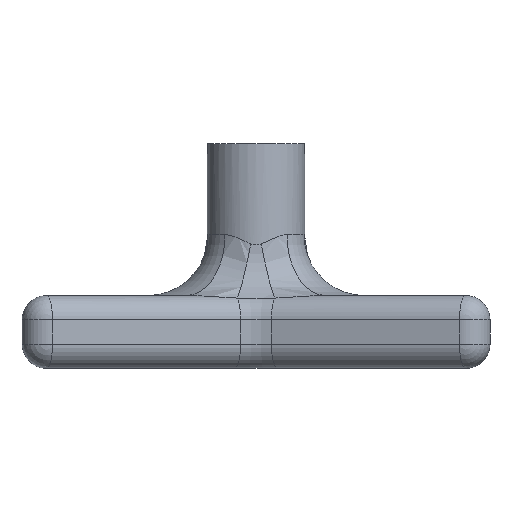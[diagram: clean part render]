
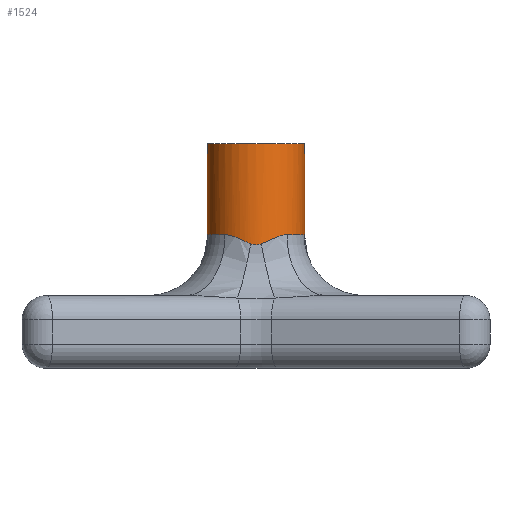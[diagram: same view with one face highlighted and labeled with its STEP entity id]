
A CAD part, front view. The second image highlights one B-rep face of the part: STEP entity #1524.
In plain terms, the highlighted cylindrical face has radius 0.8 mm (diameter 1.6 mm), a partial arc.
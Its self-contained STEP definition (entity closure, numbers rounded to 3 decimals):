
#23 = ORIENTED_EDGE ( 'NONE', *, *, #374, .T. ) ;
#43 = CARTESIAN_POINT ( 'NONE',  ( -0.789, -0.133, 2.2 ) ) ;
#47 = B_SPLINE_CURVE_WITH_KNOTS ( 'NONE', 3,
 ( #1423, #477, #1430, #1678, #1280, #73 ),
 .UNSPECIFIED., .F., .F.,
 ( 4, 2, 4 ),
 ( 0., 0., 0. ),
 .UNSPECIFIED. ) ;
#49 = AXIS2_PLACEMENT_3D ( 'NONE', #1707, #642, #1443 ) ;
#69 = CARTESIAN_POINT ( 'NONE',  ( -0.8, 0., 2.181 ) ) ;
#73 = CARTESIAN_POINT ( 'NONE',  ( -0.087, -0.795, 2.05 ) ) ;
#82 = CARTESIAN_POINT ( 'NONE',  ( 0.51, -0.617, 2.2 ) ) ;
#84 = EDGE_CURVE ( 'NONE', #1637, #1133, #1623, .T. ) ;
#93 = VERTEX_POINT ( 'NONE', #1675 ) ;
#109 = AXIS2_PLACEMENT_3D ( 'NONE', #1651, #589, #1386 ) ;
#120 = CARTESIAN_POINT ( 'NONE',  ( 0.8, 0., 2.181 ) ) ;
#133 = VECTOR ( 'NONE', #968, 1000. ) ;
#150 = DIRECTION ( 'NONE',  ( 1., 0., 0. ) ) ;
#156 = CARTESIAN_POINT ( 'NONE',  ( -0.789, -0.133, 2.2 ) ) ;
#157 = ORIENTED_EDGE ( 'NONE', *, *, #1061, .T. ) ;
#168 = VERTEX_POINT ( 'NONE', #205 ) ;
#170 = CARTESIAN_POINT ( 'NONE',  ( 0., 0., -0.002 ) ) ;
#172 = ORIENTED_EDGE ( 'NONE', *, *, #886, .T. ) ;
#199 = ORIENTED_EDGE ( 'NONE', *, *, #84, .T. ) ;
#205 = CARTESIAN_POINT ( 'NONE',  ( -0.087, -0.795, 2.05 ) ) ;
#221 = CIRCLE ( 'NONE', #109, 0.8 ) ;
#222 = CARTESIAN_POINT ( 'NONE',  ( 0.059, -0.798, 2.039 ) ) ;
#283 = CARTESIAN_POINT ( 'NONE',  ( 0., 0., 3.7 ) ) ;
#296 = DIRECTION ( 'NONE',  ( 0., 0., 1. ) ) ;
#337 = FACE_OUTER_BOUND ( 'NONE', #1619, .T. ) ;
#355 = B_SPLINE_CURVE_WITH_KNOTS ( 'NONE', 3,
 ( #1576, #1596, #1313, #1319, #1166, #82 ),
 .UNSPECIFIED., .F., .F.,
 ( 4, 2, 4 ),
 ( 0., 0., 0. ),
 .UNSPECIFIED. ) ;
#374 = EDGE_CURVE ( 'NONE', #1654, #168, #47, .T. ) ;
#398 = ORIENTED_EDGE ( 'NONE', *, *, #1697, .T. ) ;
#405 = CARTESIAN_POINT ( 'NONE',  ( 0.8, 0., 2.181 ) ) ;
#445 = CARTESIAN_POINT ( 'NONE',  ( 0.789, -0.133, 2.2 ) ) ;
#447 = CARTESIAN_POINT ( 'NONE',  ( -0.8, -0.043, 2.193 ) ) ;
#477 = CARTESIAN_POINT ( 'NONE',  ( -0.446, -0.67, 2.2 ) ) ;
#558 = LINE ( 'NONE', #1375, #133 ) ;
#573 = B_SPLINE_CURVE_WITH_KNOTS ( 'NONE', 3,
 ( #1625, #1325, #658, #405 ),
 .UNSPECIFIED., .F., .F.,
 ( 4, 4 ),
 ( 0., 0. ),
 .UNSPECIFIED. ) ;
#589 = DIRECTION ( 'NONE',  ( 0., 0., 1. ) ) ;
#602 = CARTESIAN_POINT ( 'NONE',  ( -0.8, 0., -0.002 ) ) ;
#603 = CYLINDRICAL_SURFACE ( 'NONE', #1195, 0.8 ) ;
#626 = AXIS2_PLACEMENT_3D ( 'NONE', #283, #835, #150 ) ;
#641 = CARTESIAN_POINT ( 'NONE',  ( -0.03, -0.8, 2.031 ) ) ;
#642 = DIRECTION ( 'NONE',  ( 0., 0., 1. ) ) ;
#648 = CARTESIAN_POINT ( 'NONE',  ( 0.03, -0.8, 2.031 ) ) ;
#658 = CARTESIAN_POINT ( 'NONE',  ( 0.8, -0.044, 2.193 ) ) ;
#682 = ORIENTED_EDGE ( 'NONE', *, *, #1571, .T. ) ;
#754 = CARTESIAN_POINT ( 'NONE',  ( -0.087, -0.795, 2.05 ) ) ;
#823 = ORIENTED_EDGE ( 'NONE', *, *, #1425, .F. ) ;
#835 = DIRECTION ( 'NONE',  ( 0., 0., 1. ) ) ;
#884 = CIRCLE ( 'NONE', #49, 0.8 ) ;
#886 = EDGE_CURVE ( 'NONE', #168, #93, #927, .T. ) ;
#914 = VERTEX_POINT ( 'NONE', #1052 ) ;
#927 = B_SPLINE_CURVE_WITH_KNOTS ( 'NONE', 3,
 ( #754, #1045, #641, #648, #222, #1312 ),
 .UNSPECIFIED., .F., .F.,
 ( 4, 2, 4 ),
 ( 0., 0., 0. ),
 .UNSPECIFIED. ) ;
#968 = DIRECTION ( 'NONE',  ( 0., 0., 1. ) ) ;
#1045 = CARTESIAN_POINT ( 'NONE',  ( -0.059, -0.798, 2.039 ) ) ;
#1052 = CARTESIAN_POINT ( 'NONE',  ( -0.8, 0., 3.7 ) ) ;
#1054 = CIRCLE ( 'NONE', #626, 0.8 ) ;
#1061 = EDGE_CURVE ( 'NONE', #1287, #1079, #573, .T. ) ;
#1079 = VERTEX_POINT ( 'NONE', #120 ) ;
#1122 = CARTESIAN_POINT ( 'NONE',  ( 0.51, -0.617, 2.2 ) ) ;
#1133 = VERTEX_POINT ( 'NONE', #156 ) ;
#1151 = DIRECTION ( 'NONE',  ( 1., 0., 0. ) ) ;
#1166 = CARTESIAN_POINT ( 'NONE',  ( 0.446, -0.669, 2.2 ) ) ;
#1191 = VECTOR ( 'NONE', #296, 1000. ) ;
#1195 = AXIS2_PLACEMENT_3D ( 'NONE', #170, #1277, #1151 ) ;
#1208 = VERTEX_POINT ( 'NONE', #1122 ) ;
#1212 = EDGE_CURVE ( 'NONE', #1637, #914, #1379, .T. ) ;
#1240 = CARTESIAN_POINT ( 'NONE',  ( 0.8, 0., 3.7 ) ) ;
#1261 = VERTEX_POINT ( 'NONE', #1240 ) ;
#1277 = DIRECTION ( 'NONE',  ( 0., 0., 1. ) ) ;
#1280 = CARTESIAN_POINT ( 'NONE',  ( -0.163, -0.787, 2.081 ) ) ;
#1287 = VERTEX_POINT ( 'NONE', #445 ) ;
#1312 = CARTESIAN_POINT ( 'NONE',  ( 0.087, -0.795, 2.05 ) ) ;
#1313 = CARTESIAN_POINT ( 'NONE',  ( 0.234, -0.769, 2.117 ) ) ;
#1319 = CARTESIAN_POINT ( 'NONE',  ( 0.376, -0.71, 2.176 ) ) ;
#1325 = CARTESIAN_POINT ( 'NONE',  ( 0.796, -0.088, 2.2 ) ) ;
#1375 = CARTESIAN_POINT ( 'NONE',  ( 0.8, 0., -0.002 ) ) ;
#1379 = LINE ( 'NONE', #602, #1191 ) ;
#1386 = DIRECTION ( 'NONE',  ( 1., 0., 0. ) ) ;
#1402 = CARTESIAN_POINT ( 'NONE',  ( -0.796, -0.088, 2.2 ) ) ;
#1423 = CARTESIAN_POINT ( 'NONE',  ( -0.51, -0.617, 2.2 ) ) ;
#1425 = EDGE_CURVE ( 'NONE', #914, #1261, #1054, .T. ) ;
#1430 = CARTESIAN_POINT ( 'NONE',  ( -0.377, -0.71, 2.176 ) ) ;
#1443 = DIRECTION ( 'NONE',  ( 1., 0., 0. ) ) ;
#1469 = ORIENTED_EDGE ( 'NONE', *, *, #1727, .T. ) ;
#1502 = ORIENTED_EDGE ( 'NONE', *, *, #1212, .F. ) ;
#1524 = ADVANCED_FACE ( 'NONE', ( #337 ), #603, .T. ) ;
#1571 = EDGE_CURVE ( 'NONE', #93, #1208, #355, .T. ) ;
#1576 = CARTESIAN_POINT ( 'NONE',  ( 0.087, -0.795, 2.05 ) ) ;
#1584 = EDGE_CURVE ( 'NONE', #1208, #1287, #884, .T. ) ;
#1596 = CARTESIAN_POINT ( 'NONE',  ( 0.163, -0.787, 2.081 ) ) ;
#1604 = CARTESIAN_POINT ( 'NONE',  ( -0.51, -0.617, 2.2 ) ) ;
#1619 = EDGE_LOOP ( 'NONE', ( #1502, #199, #1469, #23, #172, #682, #1739, #157, #398, #823 ) ) ;
#1623 = B_SPLINE_CURVE_WITH_KNOTS ( 'NONE', 3,
 ( #1666, #447, #1402, #43 ),
 .UNSPECIFIED., .F., .F.,
 ( 4, 4 ),
 ( 0., 0. ),
 .UNSPECIFIED. ) ;
#1625 = CARTESIAN_POINT ( 'NONE',  ( 0.789, -0.133, 2.2 ) ) ;
#1637 = VERTEX_POINT ( 'NONE', #69 ) ;
#1651 = CARTESIAN_POINT ( 'NONE',  ( 0., 0., 2.2 ) ) ;
#1654 = VERTEX_POINT ( 'NONE', #1604 ) ;
#1666 = CARTESIAN_POINT ( 'NONE',  ( -0.8, 0., 2.181 ) ) ;
#1675 = CARTESIAN_POINT ( 'NONE',  ( 0.087, -0.795, 2.05 ) ) ;
#1678 = CARTESIAN_POINT ( 'NONE',  ( -0.235, -0.769, 2.117 ) ) ;
#1697 = EDGE_CURVE ( 'NONE', #1079, #1261, #558, .T. ) ;
#1707 = CARTESIAN_POINT ( 'NONE',  ( 0., 0., 2.2 ) ) ;
#1727 = EDGE_CURVE ( 'NONE', #1133, #1654, #221, .T. ) ;
#1739 = ORIENTED_EDGE ( 'NONE', *, *, #1584, .T. ) ;
